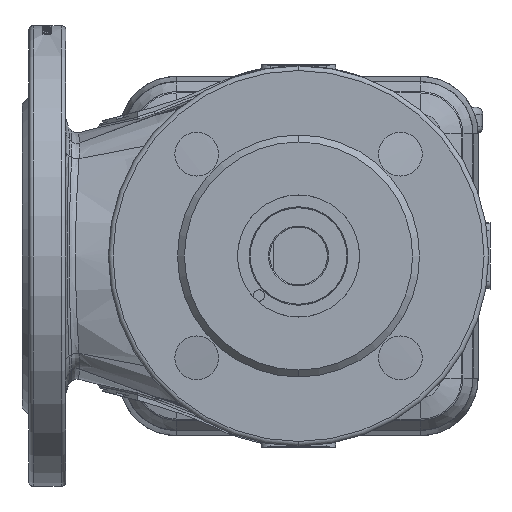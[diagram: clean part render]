
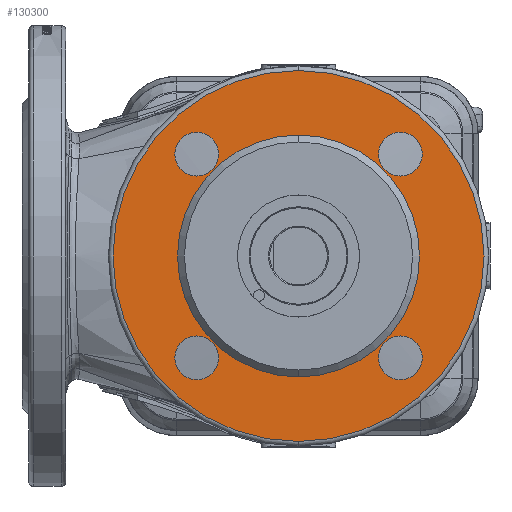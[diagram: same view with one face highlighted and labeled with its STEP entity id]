
A CAD part, front view. The second image highlights one B-rep face of the part: STEP entity #130300.
In plain terms, the highlighted planar face has unit normal (0, -1, 0).
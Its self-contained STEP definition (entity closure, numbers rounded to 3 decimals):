
#493 = CIRCLE ( 'NONE', #25429, 9.5 ) ;
#933 = DIRECTION ( 'NONE',  ( 0., -1., 0. ) ) ;
#3365 = ORIENTED_EDGE ( 'NONE', *, *, #38622, .F. ) ;
#4263 = EDGE_CURVE ( 'NONE', #66233, #161282, #58653, .T. ) ;
#4370 = CARTESIAN_POINT ( 'NONE',  ( 0., -147., 80.5 ) ) ;
#4741 = EDGE_CURVE ( 'NONE', #162898, #29154, #170874, .T. ) ;
#8291 = CARTESIAN_POINT ( 'NONE',  ( 44.194, -147., 34.694 ) ) ;
#9624 = EDGE_CURVE ( 'NONE', #162229, #82031, #94008, .T. ) ;
#11370 = DIRECTION ( 'NONE',  ( 0., 0., -1. ) ) ;
#12831 = DIRECTION ( 'NONE',  ( 0., 0., -1. ) ) ;
#15690 = DIRECTION ( 'NONE',  ( 0., -1., 0. ) ) ;
#16936 = DIRECTION ( 'NONE',  ( 0., 0., -1. ) ) ;
#17379 = EDGE_LOOP ( 'NONE', ( #102906, #100603 ) ) ;
#19762 = CARTESIAN_POINT ( 'NONE',  ( 0., -147., 0. ) ) ;
#20561 = ORIENTED_EDGE ( 'NONE', *, *, #136222, .F. ) ;
#21393 = DIRECTION ( 'NONE',  ( 0., 0., 1. ) ) ;
#24876 = DIRECTION ( 'NONE',  ( 0., 0., -1. ) ) ;
#25429 = AXIS2_PLACEMENT_3D ( 'NONE', #59464, #15690, #105193 ) ;
#27729 = DIRECTION ( 'NONE',  ( 0., 0., 1. ) ) ;
#29154 = VERTEX_POINT ( 'NONE', #151967 ) ;
#30639 = FACE_BOUND ( 'NONE', #125985, .T. ) ;
#30664 = CARTESIAN_POINT ( 'NONE',  ( 0., -147., -80.5 ) ) ;
#32228 = CIRCLE ( 'NONE', #150463, 9.5 ) ;
#34357 = DIRECTION ( 'NONE',  ( 0., 0., 1. ) ) ;
#35201 = CARTESIAN_POINT ( 'NONE',  ( 44.194, -147., 44.194 ) ) ;
#38622 = EDGE_CURVE ( 'NONE', #176880, #64800, #32228, .T. ) ;
#46442 = AXIS2_PLACEMENT_3D ( 'NONE', #190211, #56608, #87714 ) ;
#49263 = VERTEX_POINT ( 'NONE', #78173 ) ;
#49879 = DIRECTION ( 'NONE',  ( 0., 1., 0. ) ) ;
#50609 = VERTEX_POINT ( 'NONE', #143716 ) ;
#51734 = CIRCLE ( 'NONE', #58043, 9.5 ) ;
#53789 = EDGE_CURVE ( 'NONE', #64800, #176880, #180293, .T. ) ;
#54381 = CARTESIAN_POINT ( 'NONE',  ( 0., -147., 0. ) ) ;
#54849 = CARTESIAN_POINT ( 'NONE',  ( 44.194, -147., 53.694 ) ) ;
#56608 = DIRECTION ( 'NONE',  ( 0., -1., 0. ) ) ;
#58043 = AXIS2_PLACEMENT_3D ( 'NONE', #158392, #98808, #24876 ) ;
#58653 = CIRCLE ( 'NONE', #152051, 9.5 ) ;
#59464 = CARTESIAN_POINT ( 'NONE',  ( -44.194, -147., 44.194 ) ) ;
#59837 = AXIS2_PLACEMENT_3D ( 'NONE', #161264, #174946, #27729 ) ;
#62480 = CARTESIAN_POINT ( 'NONE',  ( 44.194, -147., -53.694 ) ) ;
#63431 = DIRECTION ( 'NONE',  ( 0., 0., -1. ) ) ;
#64800 = VERTEX_POINT ( 'NONE', #8291 ) ;
#65577 = EDGE_CURVE ( 'NONE', #50609, #136785, #51734, .T. ) ;
#66233 = VERTEX_POINT ( 'NONE', #62480 ) ;
#71088 = ORIENTED_EDGE ( 'NONE', *, *, #151573, .F. ) ;
#78173 = CARTESIAN_POINT ( 'NONE',  ( 0., -147., 52.5 ) ) ;
#82031 = VERTEX_POINT ( 'NONE', #30664 ) ;
#83695 = AXIS2_PLACEMENT_3D ( 'NONE', #125292, #155653, #11370 ) ;
#87714 = DIRECTION ( 'NONE',  ( 0., 0., -1. ) ) ;
#89929 = CIRCLE ( 'NONE', #46442, 9.5 ) ;
#91423 = CARTESIAN_POINT ( 'NONE',  ( 44.194, -147., -44.194 ) ) ;
#91859 = PLANE ( 'NONE',  #122638 ) ;
#91989 = CARTESIAN_POINT ( 'NONE',  ( -44.194, -147., 53.694 ) ) ;
#94008 = CIRCLE ( 'NONE', #59837, 80.5 ) ;
#95320 = AXIS2_PLACEMENT_3D ( 'NONE', #159169, #176711, #162066 ) ;
#97081 = ORIENTED_EDGE ( 'NONE', *, *, #178978, .F. ) ;
#98580 = CARTESIAN_POINT ( 'NONE',  ( -44.194, -147., -34.694 ) ) ;
#98808 = DIRECTION ( 'NONE',  ( 0., -1., 0. ) ) ;
#99742 = VERTEX_POINT ( 'NONE', #138967 ) ;
#100603 = ORIENTED_EDGE ( 'NONE', *, *, #159277, .F. ) ;
#101615 = EDGE_LOOP ( 'NONE', ( #20561, #119975 ) ) ;
#102373 = EDGE_LOOP ( 'NONE', ( #3365, #158558 ) ) ;
#102906 = ORIENTED_EDGE ( 'NONE', *, *, #9624, .F. ) ;
#105193 = DIRECTION ( 'NONE',  ( 0., 0., -1. ) ) ;
#108359 = DIRECTION ( 'NONE',  ( 0., -1., 0. ) ) ;
#108924 = CIRCLE ( 'NONE', #158915, 52.5 ) ;
#110330 = CARTESIAN_POINT ( 'NONE',  ( -44.194, -147., 44.194 ) ) ;
#117279 = EDGE_CURVE ( 'NONE', #49263, #99742, #108924, .T. ) ;
#119138 = FACE_BOUND ( 'NONE', #123917, .T. ) ;
#119975 = ORIENTED_EDGE ( 'NONE', *, *, #4263, .F. ) ;
#120390 = ORIENTED_EDGE ( 'NONE', *, *, #117279, .T. ) ;
#122638 = AXIS2_PLACEMENT_3D ( 'NONE', #167065, #108359, #16936 ) ;
#123917 = EDGE_LOOP ( 'NONE', ( #192494, #71088 ) ) ;
#125292 = CARTESIAN_POINT ( 'NONE',  ( 44.194, -147., 44.194 ) ) ;
#125985 = EDGE_LOOP ( 'NONE', ( #120390, #180869 ) ) ;
#130255 = AXIS2_PLACEMENT_3D ( 'NONE', #110330, #142531, #155305 ) ;
#130300 = ADVANCED_FACE ( 'NONE', ( #119138, #131918, #191487, #178796, #30639, #180712 ), #91859, .T. ) ;
#130472 = AXIS2_PLACEMENT_3D ( 'NONE', #191210, #130693, #12831 ) ;
#130693 = DIRECTION ( 'NONE',  ( 0., -1., 0. ) ) ;
#131918 = FACE_BOUND ( 'NONE', #101615, .T. ) ;
#135871 = EDGE_LOOP ( 'NONE', ( #97081, #144178 ) ) ;
#136222 = EDGE_CURVE ( 'NONE', #161282, #66233, #146079, .T. ) ;
#136785 = VERTEX_POINT ( 'NONE', #98580 ) ;
#138967 = CARTESIAN_POINT ( 'NONE',  ( 0., -147., -52.5 ) ) ;
#140396 = DIRECTION ( 'NONE',  ( 0., -1., 0. ) ) ;
#142531 = DIRECTION ( 'NONE',  ( 0., -1., 0. ) ) ;
#143716 = CARTESIAN_POINT ( 'NONE',  ( -44.194, -147., -53.694 ) ) ;
#144178 = ORIENTED_EDGE ( 'NONE', *, *, #65577, .F. ) ;
#146079 = CIRCLE ( 'NONE', #130472, 9.5 ) ;
#150463 = AXIS2_PLACEMENT_3D ( 'NONE', #35201, #140396, #63431 ) ;
#151573 = EDGE_CURVE ( 'NONE', #29154, #162898, #493, .T. ) ;
#151967 = CARTESIAN_POINT ( 'NONE',  ( -44.194, -147., 34.694 ) ) ;
#152051 = AXIS2_PLACEMENT_3D ( 'NONE', #91423, #933, #166608 ) ;
#154593 = CIRCLE ( 'NONE', #95320, 80.5 ) ;
#154831 = EDGE_CURVE ( 'NONE', #99742, #49263, #162875, .T. ) ;
#155305 = DIRECTION ( 'NONE',  ( 0., 0., -1. ) ) ;
#155653 = DIRECTION ( 'NONE',  ( 0., -1., 0. ) ) ;
#158392 = CARTESIAN_POINT ( 'NONE',  ( -44.194, -147., -44.194 ) ) ;
#158558 = ORIENTED_EDGE ( 'NONE', *, *, #53789, .F. ) ;
#158915 = AXIS2_PLACEMENT_3D ( 'NONE', #54381, #170504, #21393 ) ;
#159169 = CARTESIAN_POINT ( 'NONE',  ( 0., -147., 0. ) ) ;
#159277 = EDGE_CURVE ( 'NONE', #82031, #162229, #154593, .T. ) ;
#161264 = CARTESIAN_POINT ( 'NONE',  ( 0., -147., 0. ) ) ;
#161282 = VERTEX_POINT ( 'NONE', #162547 ) ;
#162066 = DIRECTION ( 'NONE',  ( 0., 0., 1. ) ) ;
#162229 = VERTEX_POINT ( 'NONE', #4370 ) ;
#162547 = CARTESIAN_POINT ( 'NONE',  ( 44.194, -147., -34.694 ) ) ;
#162875 = CIRCLE ( 'NONE', #166079, 52.5 ) ;
#162898 = VERTEX_POINT ( 'NONE', #91989 ) ;
#166079 = AXIS2_PLACEMENT_3D ( 'NONE', #19762, #49879, #34357 ) ;
#166608 = DIRECTION ( 'NONE',  ( 0., 0., -1. ) ) ;
#167065 = CARTESIAN_POINT ( 'NONE',  ( -52.5, -147., 0. ) ) ;
#170504 = DIRECTION ( 'NONE',  ( 0., 1., 0. ) ) ;
#170874 = CIRCLE ( 'NONE', #130255, 9.5 ) ;
#174946 = DIRECTION ( 'NONE',  ( 0., 1., 0. ) ) ;
#176711 = DIRECTION ( 'NONE',  ( 0., 1., 0. ) ) ;
#176880 = VERTEX_POINT ( 'NONE', #54849 ) ;
#178796 = FACE_BOUND ( 'NONE', #102373, .T. ) ;
#178978 = EDGE_CURVE ( 'NONE', #136785, #50609, #89929, .T. ) ;
#180293 = CIRCLE ( 'NONE', #83695, 9.5 ) ;
#180712 = FACE_OUTER_BOUND ( 'NONE', #17379, .T. ) ;
#180869 = ORIENTED_EDGE ( 'NONE', *, *, #154831, .T. ) ;
#190211 = CARTESIAN_POINT ( 'NONE',  ( -44.194, -147., -44.194 ) ) ;
#191210 = CARTESIAN_POINT ( 'NONE',  ( 44.194, -147., -44.194 ) ) ;
#191487 = FACE_BOUND ( 'NONE', #135871, .T. ) ;
#192494 = ORIENTED_EDGE ( 'NONE', *, *, #4741, .F. ) ;
